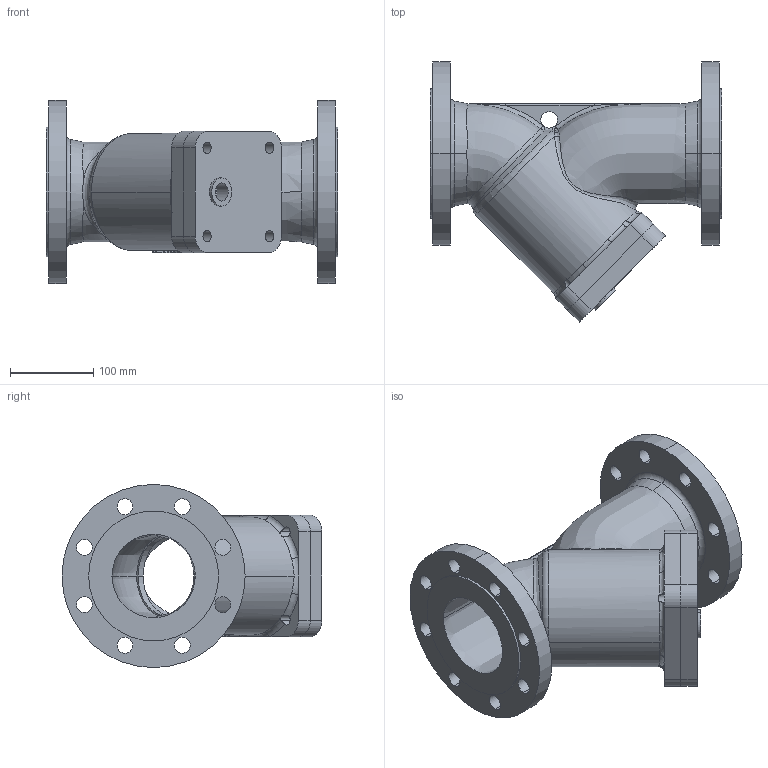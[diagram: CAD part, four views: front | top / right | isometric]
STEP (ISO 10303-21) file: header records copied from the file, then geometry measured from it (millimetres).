
FILE_DESCRIPTION (( 'STEP AP214' ), '1' );
FILE_NAME ('德标过滤器100.STEP', '2023-03-26T07:00:59', ( '' ), ( '' ), 'SwSTEP 2.0', 'SolidWorks 2023', '' );
FILE_SCHEMA (( 'AUTOMOTIVE_DESIGN' ));
Length unit declared in the file: millimetre
Products named in the file (3): 过滤器100体; 德标过滤器100; 过滤器100盖
Assembly tree (2 placements, depth 2):
  德标过滤器100
    过滤器100体
    过滤器100盖
Bounding box: 350 x 312.23 x 220 mm (x, y, z)
Volume: 3247394.2 mm3; surface area: 535423.5 mm2
Topology: 2 solids, 2 shells, 278 faces, 756 edges, 494 vertices
Faces by surface type: plane 110, cylinder 87, bspline 59, torus 14, cone 6, sphere 2
Entity records: 46699 total; most frequent: CARTESIAN_POINT 39793, ORIENTED_EDGE 1512, DIRECTION 1291, EDGE_CURVE 756, VERTEX_POINT 494, AXIS2_PLACEMENT_3D 485, EDGE_LOOP 346, VECTOR 321
